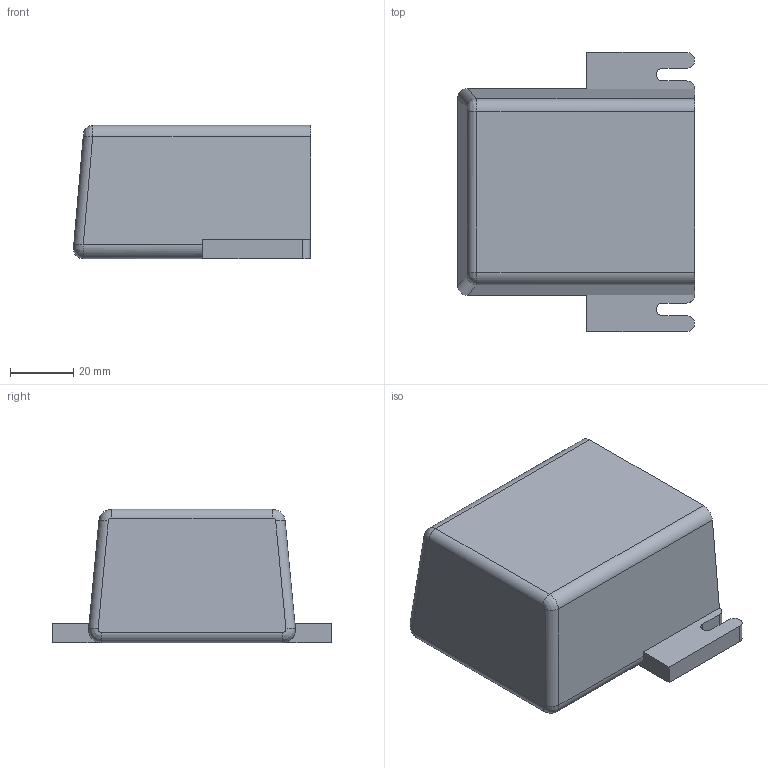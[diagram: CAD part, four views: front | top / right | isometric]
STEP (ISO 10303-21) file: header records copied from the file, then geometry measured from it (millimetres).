
FILE_DESCRIPTION(('FreeCAD Model'),'2;1');
FILE_NAME('Open CASCADE Shape Model','2024-07-04T21:16:44',('Author'),( ''),'Open CASCADE STEP processor 7.6','FreeCAD','Unknown');
FILE_SCHEMA(('AUTOMOTIVE_DESIGN { 1 0 10303 214 1 1 1 1 }'));
Length unit declared in the file: millimetre
Products named in the file (1): Body_LowerBoard
Bounding box: 74.72 x 88 x 42 mm (x, y, z)
Volume: 37946.5 mm3; surface area: 36577.4 mm2
Topology: 1 solids, 1 shells, 99 faces, 272 edges, 176 vertices
Faces by surface type: plane 57, cylinder 34, bspline 8
Entity records: 3568 total; most frequent: CARTESIAN_POINT 1084, ORIENTED_EDGE 544, DIRECTION 486, EDGE_CURVE 272, LINE 194, VECTOR 194, VERTEX_POINT 176, AXIS2_PLACEMENT_3D 146
